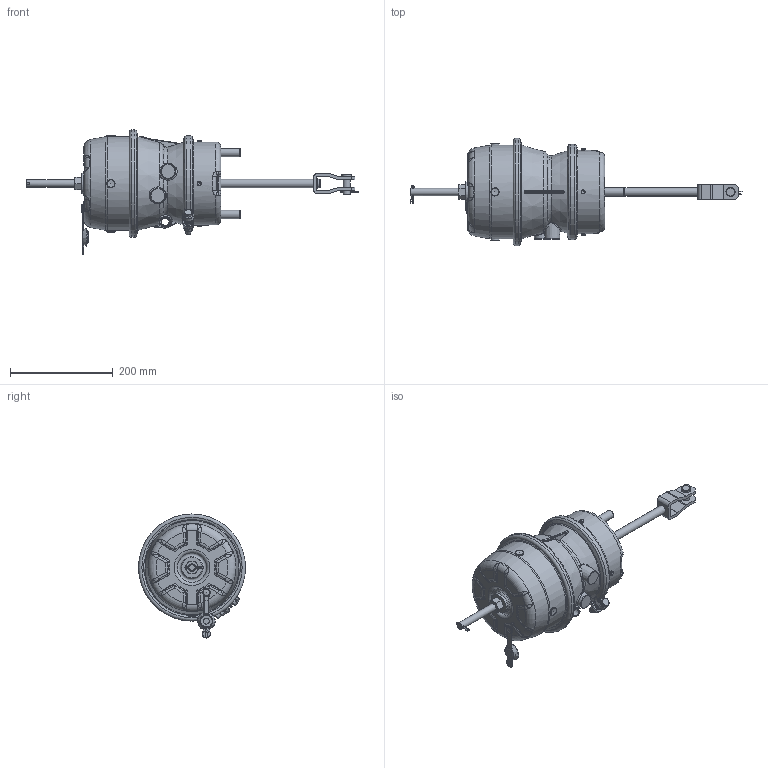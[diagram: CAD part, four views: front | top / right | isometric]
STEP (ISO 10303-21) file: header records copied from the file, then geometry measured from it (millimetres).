
FILE_DESCRIPTION( ( 'STEP AP214' ), '1' );
FILE_NAME( ' ', ' ', ( ' ' ), ( ' ' ), 'PSStep 11.0', 'VISI 17.0', ' ' );
FILE_SCHEMA( ( 'AUTOMOTIVE_DESIGN { 1 0 10303 214 1 1 1 1 }' ) );
Length unit declared in the file: millimetre
Products named in the file (1): 1
Bounding box: 647.3 x 209 x 242 mm (x, y, z)
Volume: 6270203.8 mm3; surface area: 349709.7 mm2
Topology: 1 solids, 6 shells, 975 faces, 2451 edges, 1473 vertices
Faces by surface type: bspline 312, plane 240, cylinder 228, cone 93, torus 90, sphere 9, revolution 3
Full cylindrical faces by diameter (mm): 3.5 x2, 8 x4, 9.756 x3, 14 x5, 14.5 x1, 15 x1, 16 x8, 18 x1, 20 x1, 22.5 x1, 32.5 x1, 40 x1, 162 x1, 177 x1, 183 x1, 200 x1, 202 x1, 209 x1
Entity records: 62960 total; most frequent: CARTESIAN_POINT 35911, ORIENTED_EDGE 4492, DIRECTION 2906, EDGE_CURVE 2246, VERTEX_POINT 1415, B_SPLINE_CURVE_WITH_KNOTS 1167, AXIS2_PLACEMENT_3D 1164, EDGE_LOOP 1119
